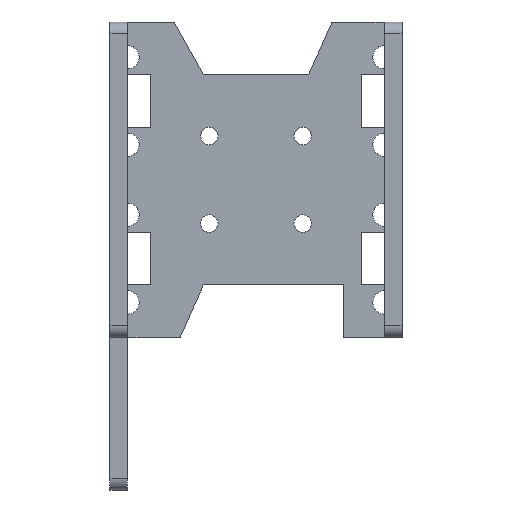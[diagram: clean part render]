
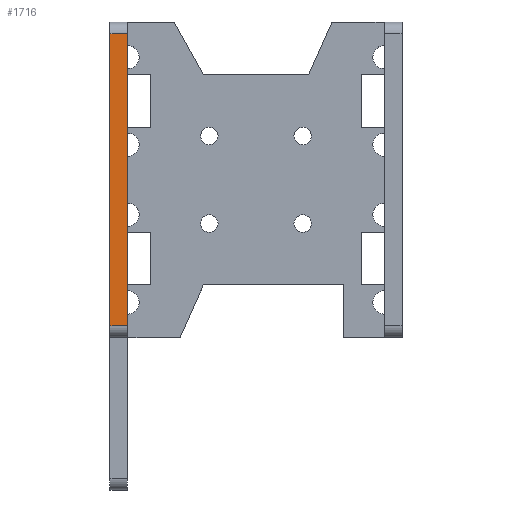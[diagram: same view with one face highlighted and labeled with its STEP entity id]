
A CAD part, top view. The second image highlights one B-rep face of the part: STEP entity #1716.
In plain terms, the highlighted planar face has unit normal (0, 0, 1).
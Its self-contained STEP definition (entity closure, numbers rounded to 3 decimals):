
#1658=CARTESIAN_POINT('',(0.,91.,23.));
#1659=VERTEX_POINT('',#1658);
#1668=CARTESIAN_POINT('',(-3.,91.,23.));
#1669=VERTEX_POINT('',#1668);
#1677=CARTESIAN_POINT('',(-3.,91.,23.));
#1678=DIRECTION('',(1.,0.,-0.));
#1679=VECTOR('',#1678,3.);
#1680=LINE('',#1677,#1679);
#1681=EDGE_CURVE('',#1669,#1659,#1680,.T.);
#1686=CARTESIAN_POINT('',(-3.,41.,23.));
#1687=DIRECTION('',(0.,0.,-1.));
#1688=DIRECTION('',(0.,1.,0.));
#1689=AXIS2_PLACEMENT_3D('',#1686,#1687,#1688);
#1690=PLANE('',#1689);
#1691=CARTESIAN_POINT('',(0.,41.,23.));
#1692=VERTEX_POINT('',#1691);
#1693=CARTESIAN_POINT('',(0.,41.,23.));
#1694=DIRECTION('',(0.,1.,0.));
#1695=VECTOR('',#1694,50.);
#1696=LINE('',#1693,#1695);
#1697=EDGE_CURVE('',#1692,#1659,#1696,.T.);
#1698=ORIENTED_EDGE('',*,*,#1697,.T.);
#1699=ORIENTED_EDGE('',*,*,#1681,.F.);
#1700=CARTESIAN_POINT('',(-3.,41.,23.));
#1701=VERTEX_POINT('',#1700);
#1702=CARTESIAN_POINT('',(-3.,41.,23.));
#1703=DIRECTION('',(0.,1.,0.));
#1704=VECTOR('',#1703,50.);
#1705=LINE('',#1702,#1704);
#1706=EDGE_CURVE('',#1701,#1669,#1705,.T.);
#1707=ORIENTED_EDGE('',*,*,#1706,.F.);
#1708=CARTESIAN_POINT('',(-3.,41.,23.));
#1709=DIRECTION('',(1.,0.,-0.));
#1710=VECTOR('',#1709,3.);
#1711=LINE('',#1708,#1710);
#1712=EDGE_CURVE('',#1701,#1692,#1711,.T.);
#1713=ORIENTED_EDGE('',*,*,#1712,.T.);
#1714=EDGE_LOOP('',(#1698,#1699,#1707,#1713));
#1715=FACE_BOUND('',#1714,.T.);
#1716=ADVANCED_FACE('',(#1715),#1690,.F.);
